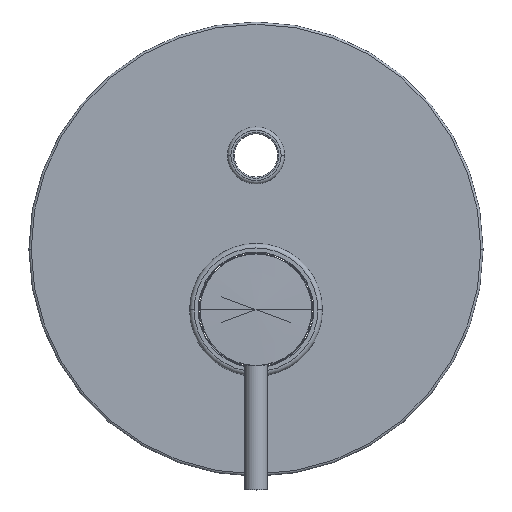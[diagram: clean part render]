
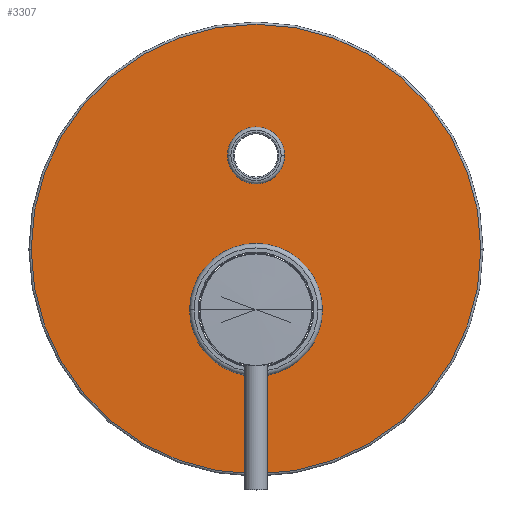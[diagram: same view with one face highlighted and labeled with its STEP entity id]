
A CAD part, top view. The second image highlights one B-rep face of the part: STEP entity #3307.
In plain terms, the highlighted planar face has unit normal (0, 0, 1).
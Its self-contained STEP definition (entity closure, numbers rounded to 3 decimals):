
#2603=CARTESIAN_POINT('',(0.,26.75,-4.));
#2604=DIRECTION('',(0.,0.,1.));
#2605=DIRECTION('',(-1.,0.,0.));
#2606=AXIS2_PLACEMENT_3D('',#2603,#2604,#2605);
#2608=CARTESIAN_POINT('',(0.,26.75,-4.));
#2609=DIRECTION('',(0.,0.,1.));
#2610=DIRECTION('',(1.,0.,0.));
#2611=AXIS2_PLACEMENT_3D('',#2608,#2609,#2610);
#2613=CARTESIAN_POINT('',(0.,68.,-4.));
#2614=DIRECTION('',(0.,0.,-1.));
#2615=DIRECTION('',(-1.,0.,0.));
#2616=AXIS2_PLACEMENT_3D('',#2613,#2614,#2615);
#2618=CARTESIAN_POINT('',(0.,68.,-4.));
#2619=DIRECTION('',(0.,0.,-1.));
#2620=DIRECTION('',(1.,0.,0.));
#2621=AXIS2_PLACEMENT_3D('',#2618,#2619,#2620);
#2623=CARTESIAN_POINT('',(0.,0.,-4.));
#2624=DIRECTION('',(0.,0.,-1.));
#2625=DIRECTION('',(-1.,0.,0.));
#2626=AXIS2_PLACEMENT_3D('',#2623,#2624,#2625);
#2628=CARTESIAN_POINT('',(0.,0.,-4.));
#2629=DIRECTION('',(0.,0.,-1.));
#2630=DIRECTION('',(1.,0.,0.));
#2631=AXIS2_PLACEMENT_3D('',#2628,#2629,#2630);
#3142=CARTESIAN_POINT('',(-99.,26.75,-4.));
#3143=CARTESIAN_POINT('',(99.,26.75,-4.));
#3144=VERTEX_POINT('',#3142);
#3145=VERTEX_POINT('',#3143);
#3194=CARTESIAN_POINT('',(-12.55,68.,-4.));
#3195=CARTESIAN_POINT('',(12.55,68.,-4.));
#3196=VERTEX_POINT('',#3194);
#3197=VERTEX_POINT('',#3195);
#3242=CARTESIAN_POINT('',(-29.25,0.,-4.));
#3243=CARTESIAN_POINT('',(29.25,0.,-4.));
#3244=VERTEX_POINT('',#3242);
#3245=VERTEX_POINT('',#3243);
#3285=CARTESIAN_POINT('',(0.,26.75,-4.));
#3286=DIRECTION('',(0.,0.,-1.));
#3287=DIRECTION('',(1.,0.,0.));
#3288=AXIS2_PLACEMENT_3D('',#3285,#3286,#3287);
#3289=PLANE('',#3288);
#3291=ORIENTED_EDGE('',*,*,#3290,.F.);
#3293=ORIENTED_EDGE('',*,*,#3292,.F.);
#3294=EDGE_LOOP('',(#3291,#3293));
#3295=FACE_OUTER_BOUND('',#3294,.F.);
#3297=ORIENTED_EDGE('',*,*,#3296,.F.);
#3299=ORIENTED_EDGE('',*,*,#3298,.F.);
#3300=EDGE_LOOP('',(#3297,#3299));
#3301=FACE_BOUND('',#3300,.F.);
#3303=ORIENTED_EDGE('',*,*,#3302,.F.);
#3304=ORIENTED_EDGE('',*,*,#3267,.F.);
#3305=EDGE_LOOP('',(#3303,#3304));
#3306=FACE_BOUND('',#3305,.F.);
#3307=ADVANCED_FACE('',(#3295,#3301,#3306),#3289,.F.);
#2607=CIRCLE('',#2606,99.);
#2612=CIRCLE('',#2611,99.);
#2617=CIRCLE('',#2616,12.55);
#2622=CIRCLE('',#2621,12.55);
#2627=CIRCLE('',#2626,29.25);
#2632=CIRCLE('',#2631,29.25);
#3267=EDGE_CURVE('',#3245,#3244,#2632,.T.);
#3290=EDGE_CURVE('',#3144,#3145,#2607,.T.);
#3292=EDGE_CURVE('',#3145,#3144,#2612,.T.);
#3296=EDGE_CURVE('',#3196,#3197,#2617,.T.);
#3298=EDGE_CURVE('',#3197,#3196,#2622,.T.);
#3302=EDGE_CURVE('',#3244,#3245,#2627,.T.);
